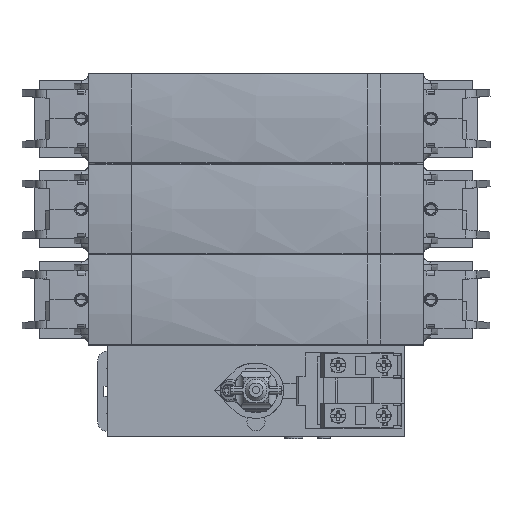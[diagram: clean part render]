
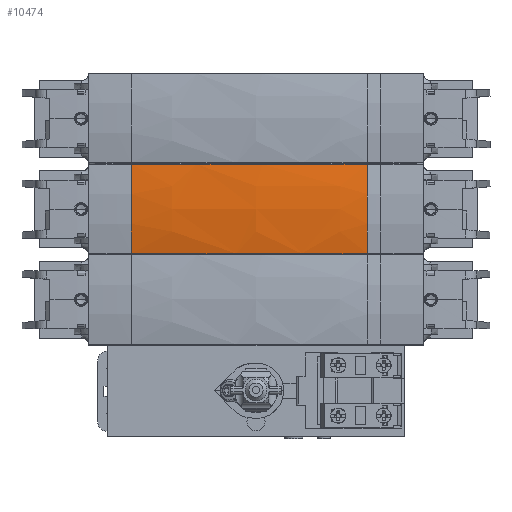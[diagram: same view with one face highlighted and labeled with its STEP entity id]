
A CAD part, top view. The second image highlights one B-rep face of the part: STEP entity #10474.
In plain terms, the highlighted free-form (B-spline) face has degree [3, 3] with [10, 7] control points.
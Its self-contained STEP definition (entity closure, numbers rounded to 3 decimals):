
#10474=ADVANCED_FACE('',(#12657),#12551,.T.);
#12551=B_SPLINE_SURFACE_WITH_KNOTS('',3,3,((#51408,#51409,#51410,#51411,
#51412,#51413,#51414),(#51415,#51416,#51417,#51418,#51419,#51420,#51421),
(#51422,#51423,#51424,#51425,#51426,#51427,#51428),(#51429,#51430,#51431,
#51432,#51433,#51434,#51435),(#51436,#51437,#51438,#51439,#51440,#51441,
#51442),(#51443,#51444,#51445,#51446,#51447,#51448,#51449),(#51450,#51451,
#51452,#51453,#51454,#51455,#51456),(#51457,#51458,#51459,#51460,#51461,
#51462,#51463),(#51464,#51465,#51466,#51467,#51468,#51469,#51470),(#51471,
#51472,#51473,#51474,#51475,#51476,#51477)),.UNSPECIFIED.,.F.,.F.,.F.,(4,
3,1,1,1,4),(4,1,1,1,4),(0.,0.07,0.303,0.535,
0.768,1.),(0.,0.25,0.5,0.75,1.),.UNSPECIFIED.);
#12657=FACE_OUTER_BOUND('',#14678,.T.);
#14678=EDGE_LOOP('',(#17040,#17041,#17042,#17043));
#17040=ORIENTED_EDGE('',*,*,#32247,.F.);
#17041=ORIENTED_EDGE('',*,*,#32221,.T.);
#17042=ORIENTED_EDGE('',*,*,#32248,.T.);
#17043=ORIENTED_EDGE('',*,*,#32234,.T.);
#28406=VERTEX_POINT('',#51230);
#28407=VERTEX_POINT('',#51238);
#28418=VERTEX_POINT('',#51289);
#28419=VERTEX_POINT('',#51297);
#32221=EDGE_CURVE('',#28407,#28406,#37904,.T.);
#32234=EDGE_CURVE('',#28419,#28418,#37911,.T.);
#32247=EDGE_CURVE('',#28407,#28418,#37920,.T.);
#32248=EDGE_CURVE('',#28406,#28419,#37921,.T.);
#37904=B_SPLINE_CURVE_WITH_KNOTS('',3,(#51231,#51232,#51233,#51234,#51235,
#51236,#51237),.UNSPECIFIED.,.F.,.F.,(4,1,1,1,4),(0.,0.173,0.528,
0.884,1.),.UNSPECIFIED.);
#37911=B_SPLINE_CURVE_WITH_KNOTS('',3,(#51290,#51291,#51292,#51293,#51294,
#51295,#51296),.UNSPECIFIED.,.F.,.F.,(4,1,1,1,4),(0.,0.116,0.472,
0.827,1.),.UNSPECIFIED.);
#37920=B_SPLINE_CURVE_WITH_KNOTS('',3,(#51399,#51400,#51401,#51402),.UNSPECIFIED.,
.F.,.F.,(4,4),(0.,1.),.UNSPECIFIED.);
#37921=B_SPLINE_CURVE_WITH_KNOTS('',3,(#51404,#51405,#51406,#51407),.UNSPECIFIED.,
.F.,.F.,(4,4),(0.,1.),.UNSPECIFIED.);
#51230=CARTESIAN_POINT('',(44.181,-17.75,83.335));
#51231=CARTESIAN_POINT('',(-49.482,-17.75,82.886));
#51232=CARTESIAN_POINT('',(-44.098,-17.75,83.368));
#51233=CARTESIAN_POINT('',(-27.626,-17.75,84.601));
#51234=CARTESIAN_POINT('',(0.,-17.75,85.431));
#51235=CARTESIAN_POINT('',(25.852,-17.75,84.654));
#51236=CARTESIAN_POINT('',(40.56,-17.75,83.625));
#51237=CARTESIAN_POINT('',(44.181,-17.75,83.335));
#51238=CARTESIAN_POINT('',(-49.482,-17.75,82.886));
#51289=CARTESIAN_POINT('',(-49.482,17.75,82.886));
#51290=CARTESIAN_POINT('',(44.181,17.75,83.335));
#51291=CARTESIAN_POINT('',(40.56,17.75,83.625));
#51292=CARTESIAN_POINT('',(25.852,17.75,84.654));
#51293=CARTESIAN_POINT('',(0.,17.75,85.431));
#51294=CARTESIAN_POINT('',(-27.626,17.75,84.601));
#51295=CARTESIAN_POINT('',(-44.098,17.75,83.368));
#51296=CARTESIAN_POINT('',(-49.482,17.75,82.886));
#51297=CARTESIAN_POINT('',(44.181,17.75,83.335));
#51399=CARTESIAN_POINT('',(-49.482,-17.75,82.886));
#51400=CARTESIAN_POINT('',(-49.515,-6.01,84.744));
#51401=CARTESIAN_POINT('',(-49.515,6.008,84.745));
#51402=CARTESIAN_POINT('',(-49.482,17.75,82.886));
#51404=CARTESIAN_POINT('',(44.181,-17.75,83.335));
#51405=CARTESIAN_POINT('',(44.213,-6.008,85.194));
#51406=CARTESIAN_POINT('',(44.213,6.01,85.194));
#51407=CARTESIAN_POINT('',(44.181,17.75,83.335));
#51408=CARTESIAN_POINT('',(76.5,18.,79.85));
#51409=CARTESIAN_POINT('',(76.5,15.025,80.328));
#51410=CARTESIAN_POINT('',(76.5,9.038,81.048));
#51411=CARTESIAN_POINT('',(76.5,0.,81.408));
#51412=CARTESIAN_POINT('',(76.5,-9.038,81.048));
#51413=CARTESIAN_POINT('',(76.5,-15.025,80.328));
#51414=CARTESIAN_POINT('',(76.5,-18.,79.85));
#51415=CARTESIAN_POINT('',(73.167,18.,80.253));
#51416=CARTESIAN_POINT('',(73.167,15.025,80.731));
#51417=CARTESIAN_POINT('',(73.167,9.038,81.45));
#51418=CARTESIAN_POINT('',(73.167,0.,81.811));
#51419=CARTESIAN_POINT('',(73.167,-9.038,81.45));
#51420=CARTESIAN_POINT('',(73.167,-15.025,80.731));
#51421=CARTESIAN_POINT('',(73.167,-18.,80.253));
#51422=CARTESIAN_POINT('',(69.833,18.,80.655));
#51423=CARTESIAN_POINT('',(69.833,15.025,81.133));
#51424=CARTESIAN_POINT('',(69.833,9.038,81.853));
#51425=CARTESIAN_POINT('',(69.833,0.,82.213));
#51426=CARTESIAN_POINT('',(69.833,-9.038,81.853));
#51427=CARTESIAN_POINT('',(69.833,-15.025,81.133));
#51428=CARTESIAN_POINT('',(69.833,-18.,80.655));
#51429=CARTESIAN_POINT('',(66.5,18.,81.058));
#51430=CARTESIAN_POINT('',(66.5,15.025,81.536));
#51431=CARTESIAN_POINT('',(66.5,9.038,82.255));
#51432=CARTESIAN_POINT('',(66.5,0.,82.616));
#51433=CARTESIAN_POINT('',(66.5,-9.038,82.255));
#51434=CARTESIAN_POINT('',(66.5,-15.025,81.536));
#51435=CARTESIAN_POINT('',(66.5,-18.,81.058));
#51436=CARTESIAN_POINT('',(55.47,18.,82.389));
#51437=CARTESIAN_POINT('',(55.47,15.025,82.868));
#51438=CARTESIAN_POINT('',(55.47,9.038,83.587));
#51439=CARTESIAN_POINT('',(55.47,0.,83.947));
#51440=CARTESIAN_POINT('',(55.47,-9.038,83.587));
#51441=CARTESIAN_POINT('',(55.47,-15.025,82.868));
#51442=CARTESIAN_POINT('',(55.47,-18.,82.389));
#51443=CARTESIAN_POINT('',(33.33,18.,84.39));
#51444=CARTESIAN_POINT('',(33.33,15.025,84.868));
#51445=CARTESIAN_POINT('',(33.33,9.038,85.588));
#51446=CARTESIAN_POINT('',(33.33,0.,85.948));
#51447=CARTESIAN_POINT('',(33.33,-9.038,85.588));
#51448=CARTESIAN_POINT('',(33.33,-15.025,84.868));
#51449=CARTESIAN_POINT('',(33.33,-18.,84.39));
#51450=CARTESIAN_POINT('',(0.,18.,85.391));
#51451=CARTESIAN_POINT('',(0.,15.025,85.87));
#51452=CARTESIAN_POINT('',(0.,9.038,86.589));
#51453=CARTESIAN_POINT('',(0.,0.,86.949));
#51454=CARTESIAN_POINT('',(0.,-9.038,86.589));
#51455=CARTESIAN_POINT('',(0.,-15.025,85.87));
#51456=CARTESIAN_POINT('',(0.,-18.,85.391));
#51457=CARTESIAN_POINT('',(-33.33,18.,84.39));
#51458=CARTESIAN_POINT('',(-33.33,15.025,84.868));
#51459=CARTESIAN_POINT('',(-33.33,9.038,85.588));
#51460=CARTESIAN_POINT('',(-33.33,0.,85.948));
#51461=CARTESIAN_POINT('',(-33.33,-9.038,85.588));
#51462=CARTESIAN_POINT('',(-33.33,-15.025,84.868));
#51463=CARTESIAN_POINT('',(-33.33,-18.,84.39));
#51464=CARTESIAN_POINT('',(-55.47,18.,82.389));
#51465=CARTESIAN_POINT('',(-55.47,15.025,82.868));
#51466=CARTESIAN_POINT('',(-55.47,9.038,83.587));
#51467=CARTESIAN_POINT('',(-55.47,0.,83.947));
#51468=CARTESIAN_POINT('',(-55.47,-9.038,83.587));
#51469=CARTESIAN_POINT('',(-55.47,-15.025,82.868));
#51470=CARTESIAN_POINT('',(-55.47,-18.,82.389));
#51471=CARTESIAN_POINT('',(-66.5,18.,81.058));
#51472=CARTESIAN_POINT('',(-66.5,15.025,81.536));
#51473=CARTESIAN_POINT('',(-66.5,9.038,82.255));
#51474=CARTESIAN_POINT('',(-66.5,0.,82.616));
#51475=CARTESIAN_POINT('',(-66.5,-9.038,82.255));
#51476=CARTESIAN_POINT('',(-66.5,-15.025,81.536));
#51477=CARTESIAN_POINT('',(-66.5,-18.,81.058));
